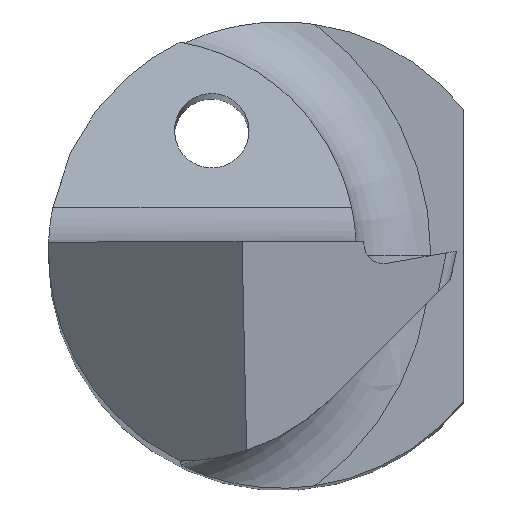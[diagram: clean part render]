
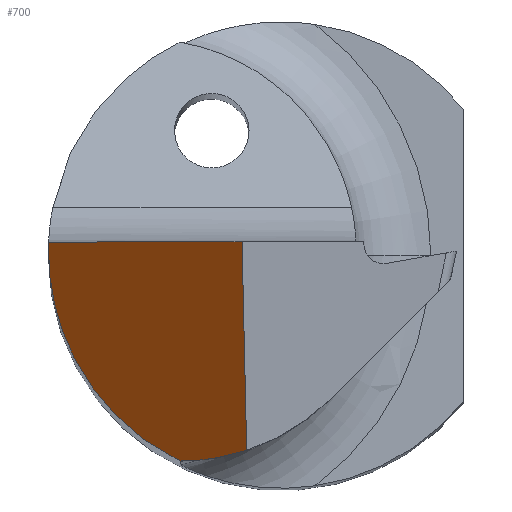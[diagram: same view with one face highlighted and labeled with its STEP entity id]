
A CAD part, top view. The second image highlights one B-rep face of the part: STEP entity #700.
In plain terms, the highlighted planar face has unit normal (-0.706, -0.052, 0.706).
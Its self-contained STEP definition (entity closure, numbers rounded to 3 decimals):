
#11 = CARTESIAN_POINT ( 'NONE',  ( -1.425, 0.1, 38.93 ) ) ;
#13 = EDGE_CURVE ( 'NONE', #607, #262, #560, .T. ) ;
#14 = CARTESIAN_POINT ( 'NONE',  ( -2.5, -0.985, 37.774 ) ) ;
#35 = ORIENTED_EDGE ( 'NONE', *, *, #720, .F. ) ;
#80 = VERTEX_POINT ( 'NONE', #501 ) ;
#85 = CARTESIAN_POINT ( 'NONE',  ( -1.425, 0.1, 38.93 ) ) ;
#87 = VECTOR ( 'NONE', #680, 1000. ) ;
#99 = CARTESIAN_POINT ( 'NONE',  ( -1.09, -2.25, 39.091 ) ) ;
#136 = CARTESIAN_POINT ( 'NONE',  ( -0.846, -2.251, 39.334 ) ) ;
#141 = FACE_OUTER_BOUND ( 'NONE', #754, .T. ) ;
#148 = VERTEX_POINT ( 'NONE', #247 ) ;
#196 = DIRECTION ( 'NONE',  ( 0.707, 0., 0.707 ) ) ;
#231 =( BOUNDED_CURVE ( )  B_SPLINE_CURVE ( 3, ( #893, #548, #288, #840 ),
 .UNSPECIFIED., .F., .T. ) 
 B_SPLINE_CURVE_WITH_KNOTS ( ( 4, 4 ),
 ( 0.074, 0.114 ),
 .UNSPECIFIED. ) 
 CURVE ( )  GEOMETRIC_REPRESENTATION_ITEM ( )  RATIONAL_B_SPLINE_CURVE ( ( 1., 1., 1., 1. ) ) 
 REPRESENTATION_ITEM ( '' )  );
#243 = ORIENTED_EDGE ( 'NONE', *, *, #13, .T. ) ;
#247 = CARTESIAN_POINT ( 'NONE',  ( -2.498, 0.1, 37.857 ) ) ;
#255 = EDGE_CURVE ( 'NONE', #148, #262, #297, .T. ) ;
#262 = VERTEX_POINT ( 'NONE', #559 ) ;
#264 =( BOUNDED_CURVE ( )  B_SPLINE_CURVE ( 3, ( #506, #784, #14, #863 ),
 .UNSPECIFIED., .F., .T. ) 
 B_SPLINE_CURVE_WITH_KNOTS ( ( 4, 4 ),
 ( 5.237, 6.357 ),
 .UNSPECIFIED. ) 
 CURVE ( )  GEOMETRIC_REPRESENTATION_ITEM ( )  RATIONAL_B_SPLINE_CURVE ( ( 1., 0.898, 0.898, 1. ) ) 
 REPRESENTATION_ITEM ( '' )  );
#288 = CARTESIAN_POINT ( 'NONE',  ( -2.499, 0.067, 37.853 ) ) ;
#292 = DIRECTION ( 'NONE',  ( 0.707, 0., 0.707 ) ) ;
#294 =( BOUNDED_CURVE ( )  B_SPLINE_CURVE ( 3, ( #899, #476, #136, #691 ),
 .UNSPECIFIED., .F., .T. ) 
 B_SPLINE_CURVE_WITH_KNOTS ( ( 4, 4 ),
 ( 1.329, 1.647 ),
 .UNSPECIFIED. ) 
 CURVE ( )  GEOMETRIC_REPRESENTATION_ITEM ( )  RATIONAL_B_SPLINE_CURVE ( ( 1., 0.992, 0.992, 1. ) ) 
 REPRESENTATION_ITEM ( '' )  );
#297 = LINE ( 'NONE', #11, #745 ) ;
#347 = ORIENTED_EDGE ( 'NONE', *, *, #767, .F. ) ;
#402 = ORIENTED_EDGE ( 'NONE', *, *, #433, .F. ) ;
#414 = PLANE ( 'NONE',  #848 ) ;
#433 = EDGE_CURVE ( 'NONE', #607, #562, #294, .T. ) ;
#476 = CARTESIAN_POINT ( 'NONE',  ( -0.606, -2.212, 39.577 ) ) ;
#501 = CARTESIAN_POINT ( 'NONE',  ( -2.5, 0., 37.848 ) ) ;
#506 = CARTESIAN_POINT ( 'NONE',  ( -1.09, -2.25, 39.091 ) ) ;
#548 = CARTESIAN_POINT ( 'NONE',  ( -2.5, 0.033, 37.85 ) ) ;
#559 = CARTESIAN_POINT ( 'NONE',  ( -0.425, 0.1, 39.93 ) ) ;
#560 = LINE ( 'NONE', #688, #87 ) ;
#562 = VERTEX_POINT ( 'NONE', #99 ) ;
#607 = VERTEX_POINT ( 'NONE', #860 ) ;
#680 = DIRECTION ( 'NONE',  ( -0.022, 0.998, 0.052 ) ) ;
#688 = CARTESIAN_POINT ( 'NONE',  ( -0.423, 0.02, 39.926 ) ) ;
#691 = CARTESIAN_POINT ( 'NONE',  ( -1.09, -2.25, 39.091 ) ) ;
#697 = DIRECTION ( 'NONE',  ( -0.706, -0.052, 0.706 ) ) ;
#700 = ADVANCED_FACE ( 'NONE', ( #141 ), #414, .T. ) ;
#720 = EDGE_CURVE ( 'NONE', #80, #148, #231, .T. ) ;
#745 = VECTOR ( 'NONE', #292, 1000. ) ;
#754 = EDGE_LOOP ( 'NONE', ( #347, #402, #243, #766, #35 ) ) ;
#766 = ORIENTED_EDGE ( 'NONE', *, *, #255, .F. ) ;
#767 = EDGE_CURVE ( 'NONE', #562, #80, #264, .T. ) ;
#784 = CARTESIAN_POINT ( 'NONE',  ( -1.977, -1.82, 38.236 ) ) ;
#840 = CARTESIAN_POINT ( 'NONE',  ( -2.498, 0.1, 37.857 ) ) ;
#848 = AXIS2_PLACEMENT_3D ( 'NONE', #85, #697, #196 ) ;
#860 = CARTESIAN_POINT ( 'NONE',  ( -0.375, -2.137, 39.814 ) ) ;
#863 = CARTESIAN_POINT ( 'NONE',  ( -2.5, 0., 37.848 ) ) ;
#893 = CARTESIAN_POINT ( 'NONE',  ( -2.5, 0., 37.848 ) ) ;
#899 = CARTESIAN_POINT ( 'NONE',  ( -0.375, -2.137, 39.814 ) ) ;
